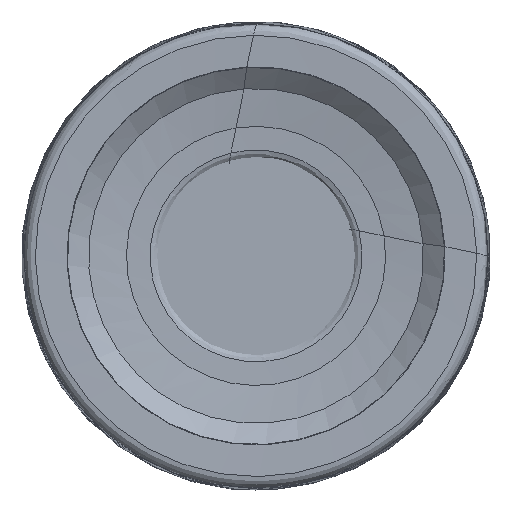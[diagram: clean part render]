
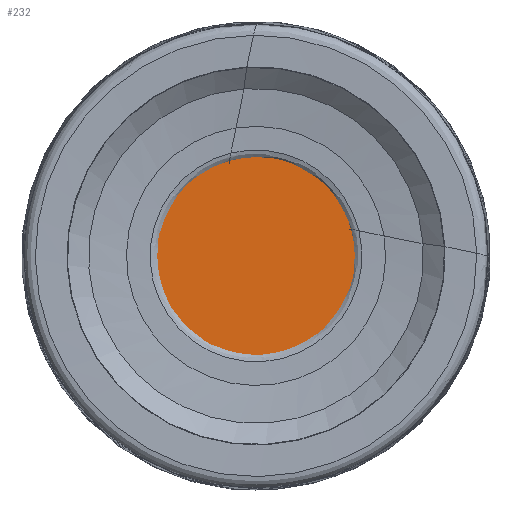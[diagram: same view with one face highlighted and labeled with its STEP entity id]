
A CAD part, left-side view. The second image highlights one B-rep face of the part: STEP entity #232.
In plain terms, the highlighted planar face has unit normal (-1, 0, 0).
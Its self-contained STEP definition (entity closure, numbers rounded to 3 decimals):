
#153=FACE_OUTER_BOUND('',#357,.T.);
#196=PLANE('',#871);
#232=ADVANCED_FACE('',(#153),#196,.F.);
#357=EDGE_LOOP('',(#439));
#439=ORIENTED_EDGE('',*,*,#683,.T.);
#622=VERTEX_POINT('',#1203);
#683=EDGE_CURVE('',#622,#622,#784,.T.);
#784=CIRCLE('',#870,8.);
#870=AXIS2_PLACEMENT_3D('',#1202,#1007,#1008);
#871=AXIS2_PLACEMENT_3D('',#1204,#1009,#1010);
#1007=DIRECTION('',(-1.,0.,0.));
#1008=DIRECTION('',(0.,0.,1.));
#1009=DIRECTION('',(1.,0.,0.));
#1010=DIRECTION('',(0.,0.,-1.));
#1202=CARTESIAN_POINT('',(1.9,0.,0.));
#1203=CARTESIAN_POINT('',(1.9,0.,8.));
#1204=CARTESIAN_POINT('',(1.9,8.,0.));
